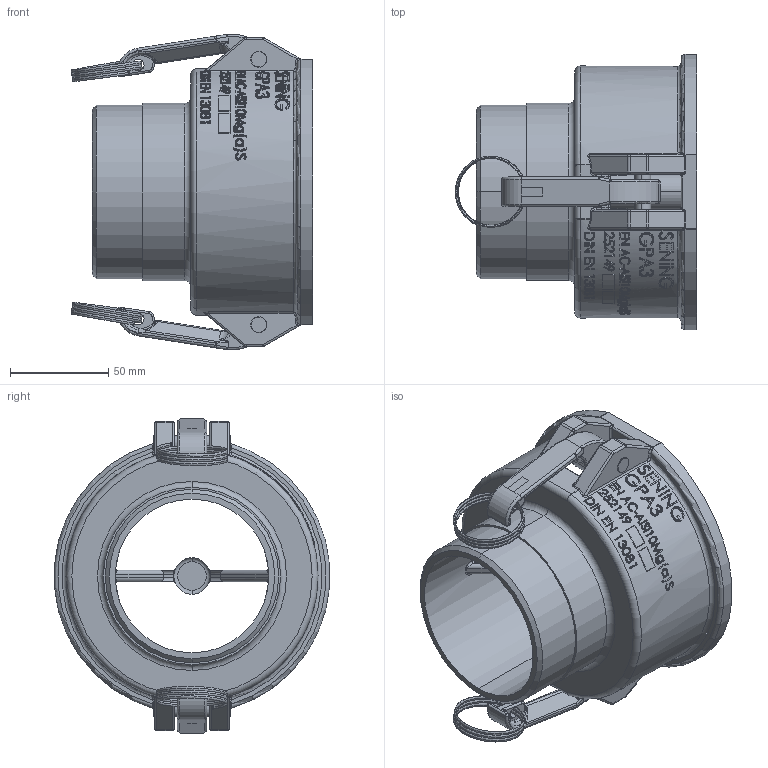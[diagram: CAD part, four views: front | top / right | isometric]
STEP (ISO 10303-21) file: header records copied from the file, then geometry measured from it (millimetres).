
FILE_DESCRIPTION (( 'STEP AP214' ), '1' );
FILE_NAME ('GPA3.STEP', '2012-08-02T08:36:44', ( 'Admin2' ), ( '' ), 'SwSTEP 2.0', 'SolidWorks 2010', '' );
FILE_SCHEMA (( 'AUTOMOTIVE_DESIGN' ));
Length unit declared in the file: millimetre
Products named in the file (1): GPA3
Bounding box: 122.64 x 139.68 x 160.23 mm (x, y, z)
Surface area: 116553.1 mm2 (no closed solid volume)
Topology: 0 solids, 6 shells, 891 faces, 2728 edges, 1748 vertices
Faces by surface type: bspline 295, plane 253, cylinder 245, torus 86, cone 12
Entity records: 57515 total; most frequent: CARTESIAN_POINT 26139, ORIENTED_EDGE 4684, DIRECTION 3824, EDGE_CURVE 2712, VERTEX_POINT 1748, AXIS2_PLACEMENT_3D 1417, LINE 990, VECTOR 990
